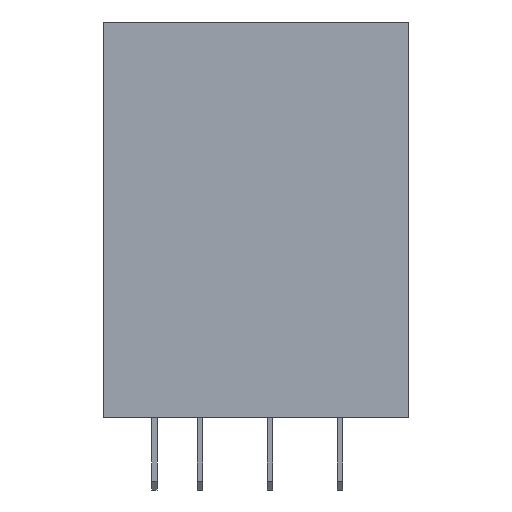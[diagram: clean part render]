
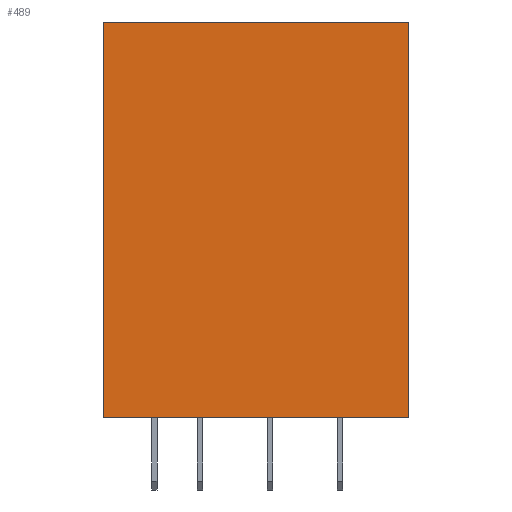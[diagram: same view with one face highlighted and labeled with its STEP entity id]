
A CAD part, left-side view. The second image highlights one B-rep face of the part: STEP entity #489.
In plain terms, the highlighted planar face has unit normal (-1, 0, 0).
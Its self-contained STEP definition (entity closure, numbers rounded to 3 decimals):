
#446=AXIS2_PLACEMENT_3D('Plane Axis2P3D',#443,#444,#445) ;
#343=CARTESIAN_POINT('Vertex',(0.,27.5,6.5)) ;
#346=CARTESIAN_POINT('Line Origine',(0.,27.5,24.3)) ;
#350=CARTESIAN_POINT('Vertex',(0.,27.5,42.1)) ;
#443=CARTESIAN_POINT('Axis2P3D Location',(0.,27.5,42.1)) ;
#448=CARTESIAN_POINT('Line Origine',(0.,8.25,42.05)) ;
#452=CARTESIAN_POINT('Vertex',(0.,16.5,42.05)) ;
#454=CARTESIAN_POINT('Vertex',(0.,0.,42.05)) ;
#457=CARTESIAN_POINT('Line Origine',(0.,16.5,42.075)) ;
#461=CARTESIAN_POINT('Vertex',(0.,16.5,42.1)) ;
#464=CARTESIAN_POINT('Line Origine',(0.,22.,42.1)) ;
#469=CARTESIAN_POINT('Line Origine',(0.,13.75,6.5)) ;
#473=CARTESIAN_POINT('Vertex',(0.,0.,6.5)) ;
#476=CARTESIAN_POINT('Line Origine',(0.,0.,24.275)) ;
#347=DIRECTION('Vector Direction',(0.,0.,1.)) ;
#444=DIRECTION('Axis2P3D Direction',(1.,0.,0.)) ;
#445=DIRECTION('Axis2P3D XDirection',(0.,0.,1.)) ;
#449=DIRECTION('Vector Direction',(0.,-1.,0.)) ;
#458=DIRECTION('Vector Direction',(0.,0.,-1.)) ;
#465=DIRECTION('Vector Direction',(0.,-1.,0.)) ;
#470=DIRECTION('Vector Direction',(0.,1.,0.)) ;
#477=DIRECTION('Vector Direction',(0.,0.,-1.)) ;
#348=VECTOR('Line Direction',#347,1.) ;
#450=VECTOR('Line Direction',#449,1.) ;
#459=VECTOR('Line Direction',#458,1.) ;
#466=VECTOR('Line Direction',#465,1.) ;
#471=VECTOR('Line Direction',#470,1.) ;
#478=VECTOR('Line Direction',#477,1.) ;
#482=ORIENTED_EDGE('',*,*,#456,.F.) ;
#483=ORIENTED_EDGE('',*,*,#463,.F.) ;
#484=ORIENTED_EDGE('',*,*,#468,.F.) ;
#485=ORIENTED_EDGE('',*,*,#352,.F.) ;
#486=ORIENTED_EDGE('',*,*,#475,.F.) ;
#487=ORIENTED_EDGE('',*,*,#480,.F.) ;
#489=ADVANCED_FACE('Relais',(#488),#447,.F.) ;
#352=EDGE_CURVE('',#344,#351,#349,.T.) ;
#456=EDGE_CURVE('',#453,#455,#451,.T.) ;
#463=EDGE_CURVE('',#462,#453,#460,.T.) ;
#468=EDGE_CURVE('',#351,#462,#467,.T.) ;
#475=EDGE_CURVE('',#474,#344,#472,.T.) ;
#480=EDGE_CURVE('',#455,#474,#479,.T.) ;
#481=EDGE_LOOP('',(#482,#483,#484,#485,#486,#487)) ;
#488=FACE_OUTER_BOUND('',#481,.T.) ;
#349=LINE('Line',#346,#348) ;
#451=LINE('Line',#448,#450) ;
#460=LINE('Line',#457,#459) ;
#467=LINE('Line',#464,#466) ;
#472=LINE('Line',#469,#471) ;
#479=LINE('Line',#476,#478) ;
#447=PLANE('',#446) ;
#344=VERTEX_POINT('',#343) ;
#351=VERTEX_POINT('',#350) ;
#453=VERTEX_POINT('',#452) ;
#455=VERTEX_POINT('',#454) ;
#462=VERTEX_POINT('',#461) ;
#474=VERTEX_POINT('',#473) ;
